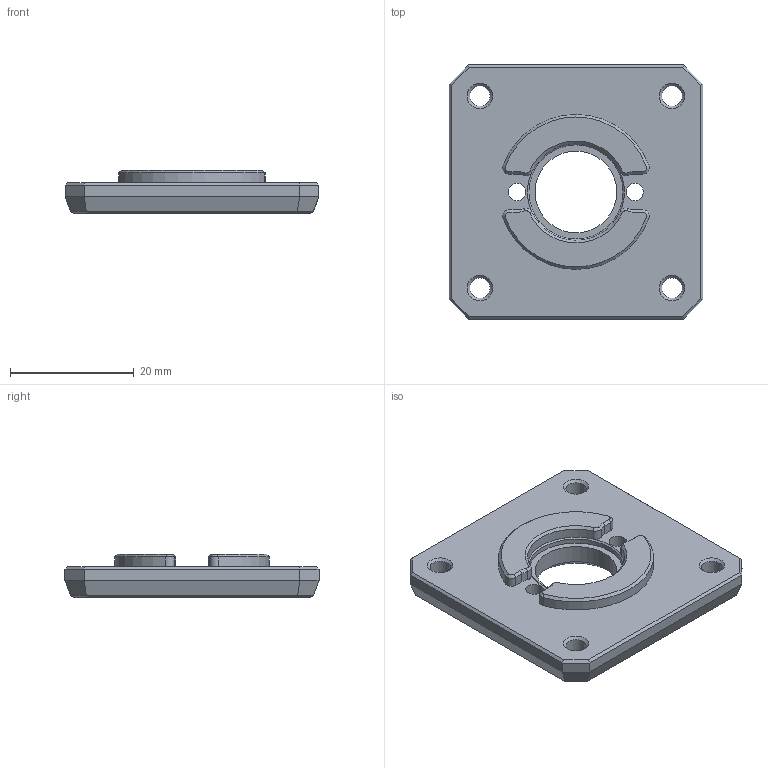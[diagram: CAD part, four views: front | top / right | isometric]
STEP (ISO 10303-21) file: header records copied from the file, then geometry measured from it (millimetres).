
FILE_DESCRIPTION(/* description */ (''),/* implementation_level */ '2;1');
FILE_NAME(/* name */ 'Double_Shear_top_.step',/* time_stamp */ '2024-09-09T12:10:40-07:00',/* author */ (''),/* organization */ (''),/* preprocessor_version */ 'ST-DEVELOPER v20',/* originating_system */ 'Autodesk Translation Framework v13.14.0.145',/* authorisation */ '');
FILE_SCHEMA (('AUTOMOTIVE_DESIGN { 1 0 10303 214 3 1 1 }'));
Length unit declared in the file: millimetre
Products named in the file (1): Double Shear
Bounding box: 40.99 x 41 x 7 mm (x, y, z)
Volume: 7539.5 mm3; surface area: 4214.1 mm2
Topology: 1 solids, 1 shells, 95 faces, 218 edges, 126 vertices
Faces by surface type: plane 45, cone 26, cylinder 24
Full cylindrical faces by diameter (mm): 2.8 x2, 3.3 x4, 13.2 x1, 15.2 x1
Entity records: 2692 total; most frequent: DIRECTION 486, CARTESIAN_POINT 440, ORIENTED_EDGE 436, EDGE_CURVE 218, AXIS2_PLACEMENT_3D 172, LINE 142, VECTOR 142, VERTEX_POINT 126
